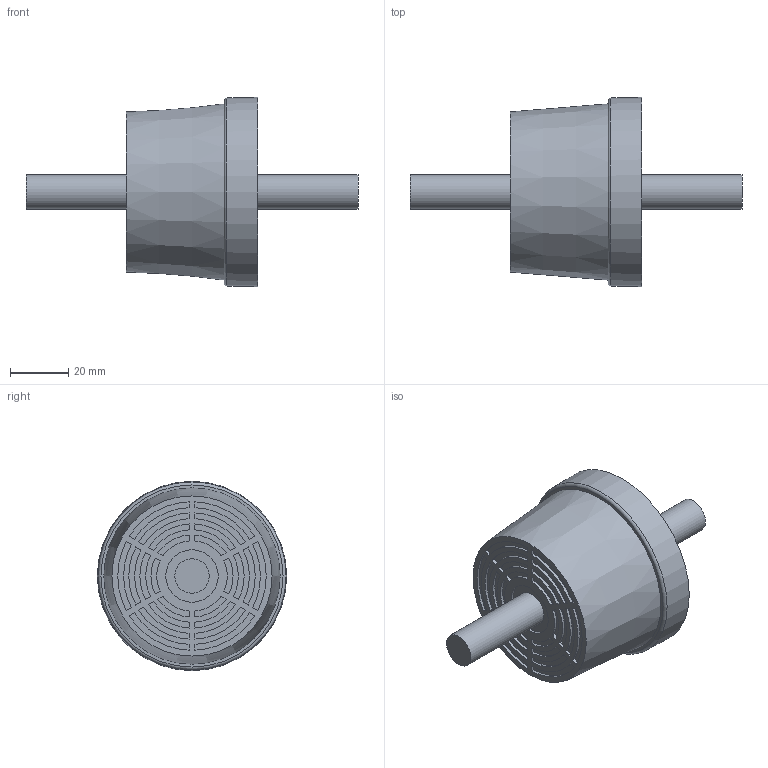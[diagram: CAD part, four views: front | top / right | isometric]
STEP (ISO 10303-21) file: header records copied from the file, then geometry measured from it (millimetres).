
FILE_DESCRIPTION(/* description */ (''),/* implementation_level */ '2;1');
FILE_NAME(/* name */ 'PR7-M12-55.stp',/* time_stamp */ '2024-10-18T16:03:06+09:00',/* author */ ('user'),/* organization */ (''),/* preprocessor_version */ 'ST-DEVELOPER v15.6',/* originating_system */ 'Autodesk Inventor 2015',/* authorisation */ '');
FILE_SCHEMA (('AUTOMOTIVE_DESIGN { 1 0 10303 214 3 1 1 }'));
Length unit declared in the file: millimetre
Products named in the file (1): PR7-M12-55
Bounding box: 114 x 65 x 65 mm (x, y, z)
Volume: 130911.3 mm3; surface area: 19388.8 mm2
Topology: 1 solids, 1 shells, 284 faces, 670 edges, 447 vertices
Faces by surface type: plane 169, cylinder 112, cone 2, torus 1
Full cylindrical faces by diameter (mm): 11.8 x2, 18 x2
Entity records: 8182 total; most frequent: DIRECTION 1460, CARTESIAN_POINT 1391, ORIENTED_EDGE 1322, EDGE_CURVE 661, AXIS2_PLACEMENT_3D 514, VERTEX_POINT 445, LINE 432, VECTOR 432
